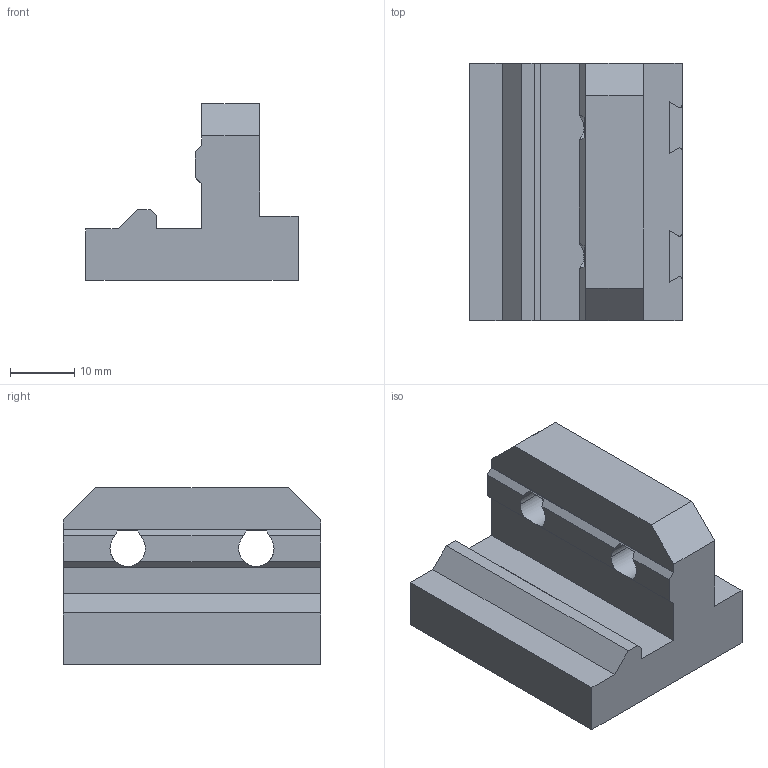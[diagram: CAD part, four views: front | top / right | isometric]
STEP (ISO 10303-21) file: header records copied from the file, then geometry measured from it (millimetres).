
FILE_DESCRIPTION(('FreeCAD Model'),'2;1');
FILE_NAME('Open CASCADE Shape Model','2025-07-19T00:17:04',(''),(''), 'Open CASCADE STEP processor 7.8','FreeCAD','Unknown');
FILE_SCHEMA(('AUTOMOTIVE_DESIGN { 1 0 10303 214 1 1 1 1 }'));
Length unit declared in the file: millimetre
Products named in the file (1): Mercury1_GBP_mount_fixed
Bounding box: 33 x 40 x 27.5 mm (x, y, z)
Volume: 17366.6 mm3; surface area: 6298.1 mm2
Topology: 1 solids, 1 shells, 82 faces, 228 edges, 146 vertices
Faces by surface type: plane 70, cylinder 12
Entity records: 5631 total; most frequent: CARTESIAN_POINT 999, DIRECTION 873, LINE 598, VECTOR 598, ORIENTED_EDGE 456, PCURVE 456, DEFINITIONAL_REPRESENTATION 456, EDGE_CURVE 228
